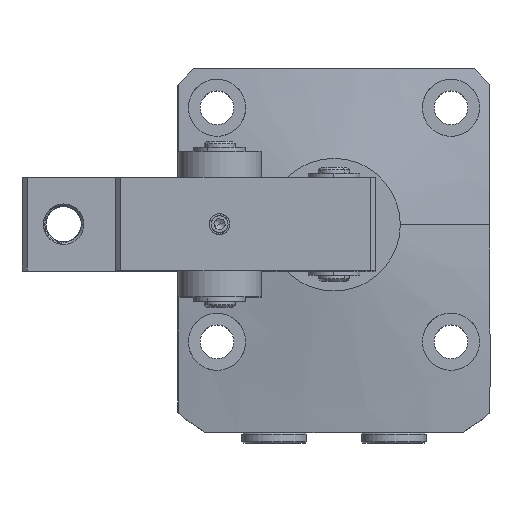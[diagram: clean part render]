
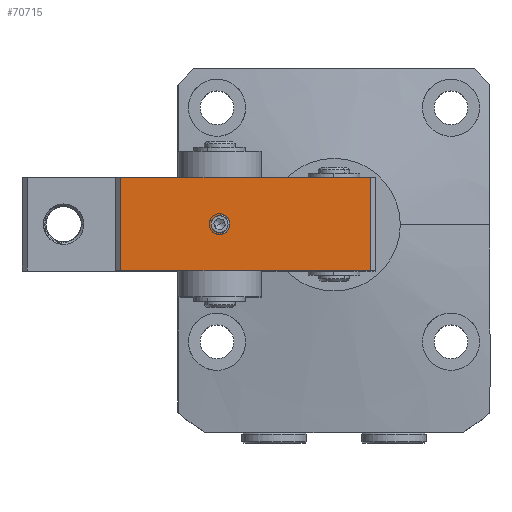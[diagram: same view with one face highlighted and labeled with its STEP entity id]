
A CAD part, top view. The second image highlights one B-rep face of the part: STEP entity #70715.
In plain terms, the highlighted face is planar.
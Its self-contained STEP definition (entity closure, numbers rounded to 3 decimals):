
#1538 = AXIS2_PLACEMENT_3D ( 'NONE', #7937, #67577, #28306 ) ;
#3041 = VERTEX_POINT ( 'NONE', #71867 ) ;
#3186 = CIRCLE ( 'NONE', #31813, 1.996 ) ;
#5262 = EDGE_LOOP ( 'NONE', ( #54468, #39554, #57037, #66848 ) ) ;
#5563 = VERTEX_POINT ( 'NONE', #30721 ) ;
#5653 = VECTOR ( 'NONE', #41124, 1000. ) ;
#5995 = VERTEX_POINT ( 'NONE', #13465 ) ;
#7937 = CARTESIAN_POINT ( 'NONE',  ( 27.655, 11.84, 4.6 ) ) ;
#8085 = LINE ( 'NONE', #47691, #78386 ) ;
#8247 = VERTEX_POINT ( 'NONE', #69678 ) ;
#8926 = AXIS2_PLACEMENT_3D ( 'NONE', #39975, #85643, #46601 ) ;
#9972 = ORIENTED_EDGE ( 'NONE', *, *, #43938, .T. ) ;
#13465 = CARTESIAN_POINT ( 'NONE',  ( -19.906, 5.363, 22.6 ) ) ;
#15047 = EDGE_CURVE ( 'NONE', #63394, #74395, #59949, .T. ) ;
#15816 = DIRECTION ( 'NONE',  ( 0., 0., -1. ) ) ;
#18039 = CARTESIAN_POINT ( 'NONE',  ( 27.655, 11.84, 4.6 ) ) ;
#20605 = EDGE_CURVE ( 'NONE', #42758, #28042, #39514, .T. ) ;
#20608 = EDGE_CURVE ( 'NONE', #5995, #5563, #8085, .T. ) ;
#21720 = CARTESIAN_POINT ( 'NONE',  ( 27.655, 11.84, 4.6 ) ) ;
#22052 = DIRECTION ( 'NONE',  ( -0.991, -0.135, 0. ) ) ;
#22138 = CARTESIAN_POINT ( 'NONE',  ( 27.655, 11.84, 4.6 ) ) ;
#24526 = LINE ( 'NONE', #18039, #74871 ) ;
#25756 = DIRECTION ( 'NONE',  ( 0.991, 0.135, 0. ) ) ;
#25774 = DIRECTION ( 'NONE',  ( 0.135, -0.991, 0. ) ) ;
#25860 = CARTESIAN_POINT ( 'NONE',  ( -1.079, 7.927, 13.6 ) ) ;
#26425 = FACE_OUTER_BOUND ( 'NONE', #5262, .T. ) ;
#27105 = CARTESIAN_POINT ( 'NONE',  ( -0.779, 7.968, 13.6 ) ) ;
#27290 = EDGE_LOOP ( 'NONE', ( #76276, #38562, #78623, #66237, #85656, #9972 ) ) ;
#28042 = VERTEX_POINT ( 'NONE', #56883 ) ;
#28165 = CARTESIAN_POINT ( 'NONE',  ( -19.906, 5.363, 4.6 ) ) ;
#28192 = CARTESIAN_POINT ( 'NONE',  ( -2.682, 7.709, 13.6 ) ) ;
#28306 = DIRECTION ( 'NONE',  ( -0.991, -0.135, 0. ) ) ;
#28476 = CIRCLE ( 'NONE', #8926, 1.617 ) ;
#30424 = CARTESIAN_POINT ( 'NONE',  ( 0.47, 8.138, 14.841 ) ) ;
#30721 = CARTESIAN_POINT ( 'NONE',  ( 27.655, 11.84, 22.6 ) ) ;
#31065 = EDGE_CURVE ( 'NONE', #8247, #75907, #42144, .T. ) ;
#31813 = AXIS2_PLACEMENT_3D ( 'NONE', #25860, #25774, #25756 ) ;
#33855 = DIRECTION ( 'NONE',  ( 0.991, 0.135, 0. ) ) ;
#35250 = VERTEX_POINT ( 'NONE', #35820 ) ;
#35820 = CARTESIAN_POINT ( 'NONE',  ( -1.768, 7.833, 15.06 ) ) ;
#37859 = EDGE_CURVE ( 'NONE', #3041, #8247, #3186, .T. ) ;
#38562 = ORIENTED_EDGE ( 'NONE', *, *, #20605, .T. ) ;
#39514 = CIRCLE ( 'NONE', #51318, 1.617 ) ;
#39554 = ORIENTED_EDGE ( 'NONE', *, *, #64454, .T. ) ;
#39975 = CARTESIAN_POINT ( 'NONE',  ( -1.079, 7.927, 13.6 ) ) ;
#40867 = EDGE_CURVE ( 'NONE', #5563, #63394, #24526, .T. ) ;
#41124 = DIRECTION ( 'NONE',  ( 0., 0., 1. ) ) ;
#42144 = CIRCLE ( 'NONE', #56492, 1.996 ) ;
#42758 = VERTEX_POINT ( 'NONE', #28192 ) ;
#43938 = EDGE_CURVE ( 'NONE', #75907, #35250, #48413, .T. ) ;
#45875 = DIRECTION ( 'NONE',  ( -0.991, -0.135, 0. ) ) ;
#45895 = DIRECTION ( 'NONE',  ( 0.135, -0.991, 0. ) ) ;
#45981 = CARTESIAN_POINT ( 'NONE',  ( -0.779, 7.968, 13.6 ) ) ;
#46601 = DIRECTION ( 'NONE',  ( 0.991, 0.135, 0. ) ) ;
#47394 = DIRECTION ( 'NONE',  ( 0.991, 0.135, 0. ) ) ;
#47467 = DIRECTION ( 'NONE',  ( 0.135, -0.991, 0. ) ) ;
#47578 = CARTESIAN_POINT ( 'NONE',  ( -1.079, 7.927, 13.6 ) ) ;
#47691 = CARTESIAN_POINT ( 'NONE',  ( -19.906, 5.363, 22.6 ) ) ;
#48275 = DIRECTION ( 'NONE',  ( 0.991, 0.135, 0. ) ) ;
#48413 = CIRCLE ( 'NONE', #79013, 1.769 ) ;
#49396 = CIRCLE ( 'NONE', #78022, 1.769 ) ;
#49470 = EDGE_CURVE ( 'NONE', #28042, #3041, #49396, .T. ) ;
#51318 = AXIS2_PLACEMENT_3D ( 'NONE', #47578, #47467, #47394 ) ;
#53972 = VECTOR ( 'NONE', #22052, 1000. ) ;
#54468 = ORIENTED_EDGE ( 'NONE', *, *, #15047, .T. ) ;
#55352 = FACE_BOUND ( 'NONE', #27290, .T. ) ;
#56492 = AXIS2_PLACEMENT_3D ( 'NONE', #62935, #62925, #62844 ) ;
#56883 = CARTESIAN_POINT ( 'NONE',  ( -1.768, 7.833, 12.14 ) ) ;
#57037 = ORIENTED_EDGE ( 'NONE', *, *, #20608, .T. ) ;
#59949 = LINE ( 'NONE', #22138, #53972 ) ;
#62844 = DIRECTION ( 'NONE',  ( 0.991, 0.135, 0. ) ) ;
#62925 = DIRECTION ( 'NONE',  ( 0.135, -0.991, 0. ) ) ;
#62935 = CARTESIAN_POINT ( 'NONE',  ( -1.079, 7.927, 13.6 ) ) ;
#63394 = VERTEX_POINT ( 'NONE', #21720 ) ;
#64454 = EDGE_CURVE ( 'NONE', #74395, #5995, #78099, .T. ) ;
#66237 = ORIENTED_EDGE ( 'NONE', *, *, #37859, .T. ) ;
#66848 = ORIENTED_EDGE ( 'NONE', *, *, #40867, .T. ) ;
#67577 = DIRECTION ( 'NONE',  ( -0.135, 0.991, 0. ) ) ;
#69678 = CARTESIAN_POINT ( 'NONE',  ( 0.898, 8.196, 13.6 ) ) ;
#70715 = ADVANCED_FACE ( 'NONE', ( #26425, #55352 ), #79850, .T. ) ;
#71650 = EDGE_CURVE ( 'NONE', #35250, #42758, #28476, .T. ) ;
#71867 = CARTESIAN_POINT ( 'NONE',  ( 0.47, 8.138, 12.359 ) ) ;
#72967 = DIRECTION ( 'NONE',  ( 0.135, -0.991, 0. ) ) ;
#74395 = VERTEX_POINT ( 'NONE', #28165 ) ;
#74510 = CARTESIAN_POINT ( 'NONE',  ( -19.906, 5.363, 4.6 ) ) ;
#74871 = VECTOR ( 'NONE', #15816, 1000. ) ;
#75907 = VERTEX_POINT ( 'NONE', #30424 ) ;
#76276 = ORIENTED_EDGE ( 'NONE', *, *, #71650, .T. ) ;
#78022 = AXIS2_PLACEMENT_3D ( 'NONE', #27105, #72967, #33855 ) ;
#78099 = LINE ( 'NONE', #74510, #5653 ) ;
#78386 = VECTOR ( 'NONE', #48275, 1000. ) ;
#78623 = ORIENTED_EDGE ( 'NONE', *, *, #49470, .T. ) ;
#79013 = AXIS2_PLACEMENT_3D ( 'NONE', #45981, #45895, #45875 ) ;
#79850 = PLANE ( 'NONE',  #1538 ) ;
#85643 = DIRECTION ( 'NONE',  ( 0.135, -0.991, 0. ) ) ;
#85656 = ORIENTED_EDGE ( 'NONE', *, *, #31065, .T. ) ;
